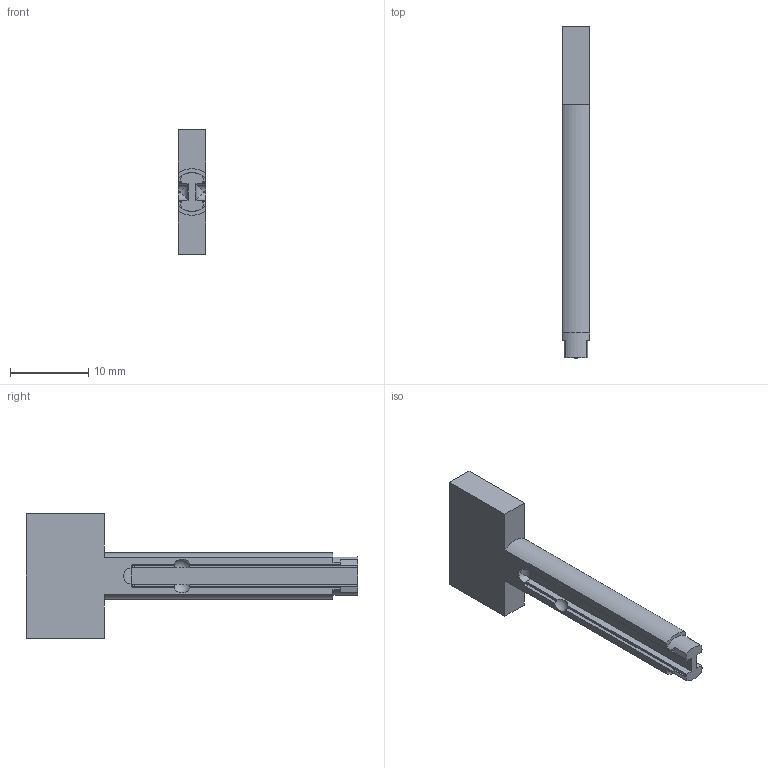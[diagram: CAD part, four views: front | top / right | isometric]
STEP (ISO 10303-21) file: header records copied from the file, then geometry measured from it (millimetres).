
FILE_DESCRIPTION(/* description */ (''),/* implementation_level */ '2;1');
FILE_NAME(/* name */ 'disklock disklock pro novel blank.step',/* time_stamp */ '2024-09-24T12:04:00+02:00',/* author */ (''),/* organization */ (''),/* preprocessor_version */ 'ST-DEVELOPER v20',/* originating_system */ 'Autodesk Translation Framework v13.20.0.188',/* authorisation */ '');
FILE_SCHEMA (('AUTOMOTIVE_DESIGN { 1 0 10303 214 3 1 1 }'));
Length unit declared in the file: millimetre
Products named in the file (1): dl, dl pro, novel 2
Bounding box: 3.5 x 42.5 x 16 mm (x, y, z)
Volume: 1009.1 mm3; surface area: 1180.5 mm2
Topology: 1 solids, 1 shells, 68 faces, 190 edges, 124 vertices
Faces by surface type: plane 46, cylinder 18, sphere 4
Entity records: 2219 total; most frequent: DIRECTION 384, CARTESIAN_POINT 383, ORIENTED_EDGE 380, EDGE_CURVE 190, LINE 134, VECTOR 134, AXIS2_PLACEMENT_3D 125, VERTEX_POINT 124
